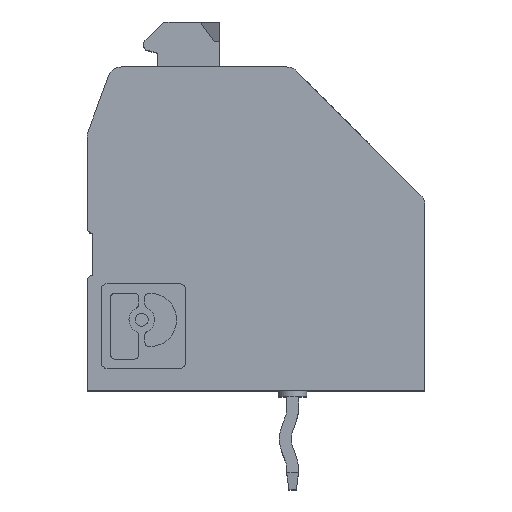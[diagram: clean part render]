
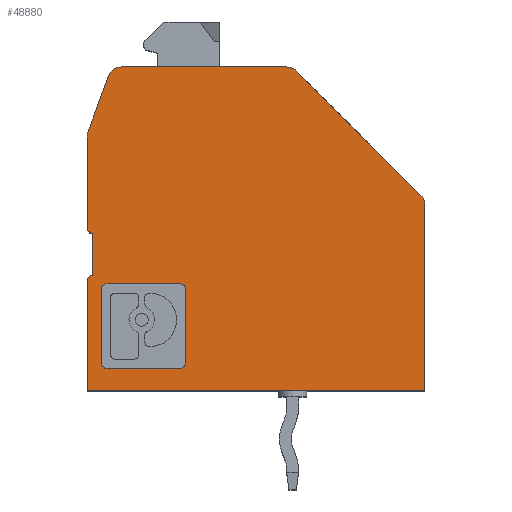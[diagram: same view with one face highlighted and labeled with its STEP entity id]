
A CAD part, top view. The second image highlights one B-rep face of the part: STEP entity #48880.
In plain terms, the highlighted planar face has unit normal (0, 0, 1).
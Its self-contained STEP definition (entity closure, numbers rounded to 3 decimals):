
#7510=CARTESIAN_POINT('',(0.754,11.171,6.43));
#7520=VERTEX_POINT('',#7510);
#7550=CARTESIAN_POINT('',(-3.312,0.,6.43));
#7560=DIRECTION('',(0.342,0.94,0.));
#7570=VECTOR('',#7560,1.);
#7580=LINE('',#7550,#7570);
#7590=CARTESIAN_POINT('',(0.03,9.183,6.43));
#7600=VERTEX_POINT('',#7590);
#7610=EDGE_CURVE('',#7600,#7520,#7580,.T.);
#16160=CARTESIAN_POINT('',(12.,0.,6.43));
#16170=VERTEX_POINT('',#16160);
#16200=CARTESIAN_POINT('',(12.,0.,6.43));
#16210=DIRECTION('',(0.,-1.,0.));
#16220=VECTOR('',#16210,1.);
#16230=LINE('',#16200,#16220);
#16240=CARTESIAN_POINT('',(12.,6.593,6.43));
#16250=VERTEX_POINT('',#16240);
#16260=EDGE_CURVE('',#16250,#16170,#16230,.T.);
#26220=CARTESIAN_POINT('',(0.2,3.9,6.43));
#26230=DIRECTION('',(0.,0.,1.));
#26240=DIRECTION('',(1.,0.,0.));
#26250=AXIS2_PLACEMENT_3D('',#26220,#26230,#26240);
#26260=CIRCLE('',#26250,0.2);
#26270=CARTESIAN_POINT('',(0.2,4.1,6.43));
#26280=VERTEX_POINT('',#26270);
#26290=CARTESIAN_POINT('',(0.,3.9,6.43));
#26300=VERTEX_POINT('',#26290);
#26310=EDGE_CURVE('',#26280,#26300,#26260,.T.);
#41860=CARTESIAN_POINT('',(7.446,11.354,6.43));
#41870=VERTEX_POINT('',#41860);
#41900=CARTESIAN_POINT('',(7.093,11.,6.43));
#41910=DIRECTION('',(0.,0.,-1.));
#41920=DIRECTION('',(-1.,0.,0.));
#41930=AXIS2_PLACEMENT_3D('',#41900,#41910,#41920);
#41940=CIRCLE('',#41930,0.5);
#41950=CARTESIAN_POINT('',(7.093,11.5,6.43));
#41960=VERTEX_POINT('',#41950);
#41970=EDGE_CURVE('',#41960,#41870,#41940,.T.);
#44310=CARTESIAN_POINT('',(0.,0.,6.43));
#44320=VERTEX_POINT('',#44310);
#44350=CARTESIAN_POINT('',(0.,0.,6.43));
#44360=DIRECTION('',(-1.,0.,0.));
#44370=VECTOR('',#44360,1.);
#44380=LINE('',#44350,#44370);
#44390=EDGE_CURVE('',#16170,#44320,#44380,.T.);
#46730=CARTESIAN_POINT('',(11.5,6.593,6.43));
#46740=DIRECTION('',(0.,0.,1.));
#46750=DIRECTION('',(1.,0.,0.));
#46760=AXIS2_PLACEMENT_3D('',#46730,#46740,#46750);
#46770=CIRCLE('',#46760,0.5);
#46780=CARTESIAN_POINT('',(11.854,6.946,6.43));
#46790=VERTEX_POINT('',#46780);
#46800=EDGE_CURVE('',#16250,#46790,#46770,.T.);
#47460=CARTESIAN_POINT('',(11.439,0.,6.43));
#47470=DIRECTION('',(0.,0.,1.));
#47480=DIRECTION('',(1.,0.,0.));
#47490=AXIS2_PLACEMENT_3D('',#47460,#47470,#47480);
#47500=PLANE('',#47490);
#47510=CARTESIAN_POINT('',(0.,0.,6.43));
#47520=DIRECTION('',(0.,1.,0.));
#47530=VECTOR('',#47520,1.);
#47540=LINE('',#47510,#47530);
#47550=EDGE_CURVE('',#44320,#26300,#47540,.T.);
#47560=ORIENTED_EDGE('',*,*,#47550,.F.);
#47570=ORIENTED_EDGE('',*,*,#26310,.T.);
#47580=CARTESIAN_POINT('',(0.2,0.,6.43));
#47590=DIRECTION('',(0.,1.,0.));
#47600=VECTOR('',#47590,1.);
#47610=LINE('',#47580,#47600);
#47620=CARTESIAN_POINT('',(0.2,5.6,6.43));
#47630=VERTEX_POINT('',#47620);
#47640=EDGE_CURVE('',#26280,#47630,#47610,.T.);
#47650=ORIENTED_EDGE('',*,*,#47640,.F.);
#47660=CARTESIAN_POINT('',(0.2,5.8,6.43));
#47670=DIRECTION('',(0.,0.,-1.));
#47680=DIRECTION('',(-1.,0.,0.));
#47690=AXIS2_PLACEMENT_3D('',#47660,#47670,#47680);
#47700=CIRCLE('',#47690,0.2);
#47710=CARTESIAN_POINT('',(0.,5.8,6.43));
#47720=VERTEX_POINT('',#47710);
#47730=EDGE_CURVE('',#47630,#47720,#47700,.T.);
#47740=ORIENTED_EDGE('',*,*,#47730,.F.);
#47750=CARTESIAN_POINT('',(0.,0.,6.43));
#47760=DIRECTION('',(0.,1.,0.));
#47770=VECTOR('',#47760,1.);
#47780=LINE('',#47750,#47770);
#47790=CARTESIAN_POINT('',(0.,9.012,6.43));
#47800=VERTEX_POINT('',#47790);
#47810=EDGE_CURVE('',#47720,#47800,#47780,.T.);
#47820=ORIENTED_EDGE('',*,*,#47810,.F.);
#47830=CARTESIAN_POINT('',(0.5,9.012,6.43));
#47840=DIRECTION('',(0.,0.,1.));
#47850=DIRECTION('',(1.,0.,0.));
#47860=AXIS2_PLACEMENT_3D('',#47830,#47840,#47850);
#47870=CIRCLE('',#47860,0.5);
#47880=EDGE_CURVE('',#7600,#47800,#47870,.T.);
#47890=ORIENTED_EDGE('',*,*,#47880,.T.);
#47900=ORIENTED_EDGE('',*,*,#7610,.F.);
#47910=CARTESIAN_POINT('',(1.224,11.,6.43));
#47920=DIRECTION('',(0.,0.,1.));
#47930=DIRECTION('',(1.,0.,0.));
#47940=AXIS2_PLACEMENT_3D('',#47910,#47920,#47930);
#47950=CIRCLE('',#47940,0.5);
#47960=CARTESIAN_POINT('',(1.224,11.5,6.43));
#47970=VERTEX_POINT('',#47960);
#47980=EDGE_CURVE('',#47970,#7520,#47950,.T.);
#47990=ORIENTED_EDGE('',*,*,#47980,.T.);
#48000=CARTESIAN_POINT('',(0.,11.5,6.43));
#48010=DIRECTION('',(1.,0.,0.));
#48020=VECTOR('',#48010,1.);
#48030=LINE('',#48000,#48020);
#48040=EDGE_CURVE('',#47970,#41960,#48030,.T.);
#48050=ORIENTED_EDGE('',*,*,#48040,.F.);
#48060=ORIENTED_EDGE('',*,*,#41970,.F.);
#48070=CARTESIAN_POINT('',(0.,18.8,6.43));
#48080=DIRECTION('',(0.707,-0.707,0.));
#48090=VECTOR('',#48080,1.);
#48100=LINE('',#48070,#48090);
#48110=EDGE_CURVE('',#41870,#46790,#48100,.T.);
#48120=ORIENTED_EDGE('',*,*,#48110,.F.);
#48130=ORIENTED_EDGE('',*,*,#46800,.T.);
#48140=ORIENTED_EDGE('',*,*,#16260,.F.);
#48150=ORIENTED_EDGE('',*,*,#44390,.F.);
#48160=EDGE_LOOP('',(#48150,#48140,#48130,#48120,#48060,#48050,#47990,
#47900,#47890,#47820,#47740,#47650,#47570,#47560));
#48170=FACE_OUTER_BOUND('',#48160,.T.);
#48180=CARTESIAN_POINT('',(0.,0.8,6.43));
#48190=DIRECTION('',(1.,0.,0.));
#48200=VECTOR('',#48190,1.);
#48210=LINE('',#48180,#48200);
#48220=CARTESIAN_POINT('',(0.711,0.8,6.43));
#48230=VERTEX_POINT('',#48220);
#48240=CARTESIAN_POINT('',(3.289,0.8,6.43));
#48250=VERTEX_POINT('',#48240);
#48260=EDGE_CURVE('',#48230,#48250,#48210,.T.);
#48270=ORIENTED_EDGE('',*,*,#48260,.F.);
#48280=CARTESIAN_POINT('',(3.289,1.011,6.43));
#48290=DIRECTION('',(0.,0.,1.));
#48300=DIRECTION('',(1.,0.,0.));
#48310=AXIS2_PLACEMENT_3D('',#48280,#48290,#48300);
#48320=CIRCLE('',#48310,0.211);
#48330=CARTESIAN_POINT('',(3.5,1.011,6.43));
#48340=VERTEX_POINT('',#48330);
#48350=EDGE_CURVE('',#48250,#48340,#48320,.T.);
#48360=ORIENTED_EDGE('',*,*,#48350,.F.);
#48370=CARTESIAN_POINT('',(3.5,0.,6.43));
#48380=DIRECTION('',(0.,1.,0.));
#48390=VECTOR('',#48380,1.);
#48400=LINE('',#48370,#48390);
#48410=CARTESIAN_POINT('',(3.5,3.589,6.43));
#48420=VERTEX_POINT('',#48410);
#48430=EDGE_CURVE('',#48340,#48420,#48400,.T.);
#48440=ORIENTED_EDGE('',*,*,#48430,.F.);
#48450=CARTESIAN_POINT('',(3.289,3.589,6.43));
#48460=DIRECTION('',(0.,0.,1.));
#48470=DIRECTION('',(1.,0.,0.));
#48480=AXIS2_PLACEMENT_3D('',#48450,#48460,#48470);
#48490=CIRCLE('',#48480,0.211);
#48500=CARTESIAN_POINT('',(3.289,3.8,6.43));
#48510=VERTEX_POINT('',#48500);
#48520=EDGE_CURVE('',#48420,#48510,#48490,.T.);
#48530=ORIENTED_EDGE('',*,*,#48520,.F.);
#48540=CARTESIAN_POINT('',(0.,3.8,6.43));
#48550=DIRECTION('',(-1.,0.,0.));
#48560=VECTOR('',#48550,1.);
#48570=LINE('',#48540,#48560);
#48580=CARTESIAN_POINT('',(0.711,3.8,6.43));
#48590=VERTEX_POINT('',#48580);
#48600=EDGE_CURVE('',#48510,#48590,#48570,.T.);
#48610=ORIENTED_EDGE('',*,*,#48600,.F.);
#48620=CARTESIAN_POINT('',(0.711,3.589,6.43));
#48630=DIRECTION('',(0.,0.,1.));
#48640=DIRECTION('',(1.,0.,0.));
#48650=AXIS2_PLACEMENT_3D('',#48620,#48630,#48640);
#48660=CIRCLE('',#48650,0.211);
#48670=CARTESIAN_POINT('',(0.5,3.589,6.43));
#48680=VERTEX_POINT('',#48670);
#48690=EDGE_CURVE('',#48590,#48680,#48660,.T.);
#48700=ORIENTED_EDGE('',*,*,#48690,.F.);
#48710=CARTESIAN_POINT('',(0.5,0.,6.43));
#48720=DIRECTION('',(0.,-1.,0.));
#48730=VECTOR('',#48720,1.);
#48740=LINE('',#48710,#48730);
#48750=CARTESIAN_POINT('',(0.5,1.011,6.43));
#48760=VERTEX_POINT('',#48750);
#48770=EDGE_CURVE('',#48680,#48760,#48740,.T.);
#48780=ORIENTED_EDGE('',*,*,#48770,.F.);
#48790=CARTESIAN_POINT('',(0.711,1.011,6.43));
#48800=DIRECTION('',(0.,0.,1.));
#48810=DIRECTION('',(1.,0.,0.));
#48820=AXIS2_PLACEMENT_3D('',#48790,#48800,#48810);
#48830=CIRCLE('',#48820,0.211);
#48840=EDGE_CURVE('',#48760,#48230,#48830,.T.);
#48850=ORIENTED_EDGE('',*,*,#48840,.F.);
#48860=EDGE_LOOP('',(#48850,#48780,#48700,#48610,#48530,#48440,#48360,
#48270));
#48870=FACE_BOUND('',#48860,.T.);
#48880=ADVANCED_FACE('',(#48170,#48870),#47500,.T.);
